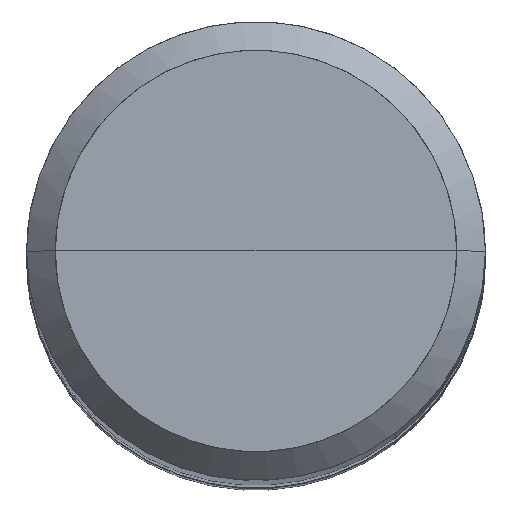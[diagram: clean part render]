
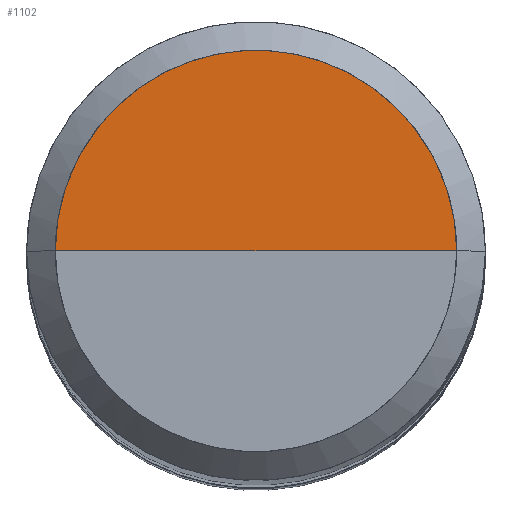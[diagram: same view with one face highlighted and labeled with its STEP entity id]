
A CAD part, top view. The second image highlights one B-rep face of the part: STEP entity #1102.
In plain terms, the highlighted free-form (B-spline) face has degree [1, 2] with [2, 5] control points.
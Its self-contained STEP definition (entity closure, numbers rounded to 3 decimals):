
#773=CARTESIAN_POINT('',(3.5,0.0,47.9));
#774=CARTESIAN_POINT('',(3.5,3.5,47.9));
#775=CARTESIAN_POINT('',(0.0,3.5,47.9));
#776=CARTESIAN_POINT('',(-3.5,3.5,47.9));
#777=CARTESIAN_POINT('',(-3.5,0.0,47.9));
#778=CARTESIAN_POINT('',(0.0,0.0,47.9));
#1087=(
BOUNDED_SURFACE()
B_SPLINE_SURFACE(1,2,(
(#773,#774,#775,#776,#777),
(#778,#778,#778,#778,#778)
), .UNSPECIFIED.,.F.,.F.,.F.)
B_SPLINE_SURFACE_WITH_KNOTS((2,2),(3,2,3),(
0.0,1.0),(
0.0,0.5,1.0), .UNSPECIFIED.)
GEOMETRIC_REPRESENTATION_ITEM()
RATIONAL_B_SPLINE_SURFACE(((1.0,0.707,1.0,0.707,1.0),
(1.0,0.707,1.0,0.707,1.0)
))
REPRESENTATION_ITEM('')
SURFACE()
);
#1088=(
BOUNDED_CURVE()
B_SPLINE_CURVE(2,(#777,#776,#775,#774,#773),.UNSPECIFIED.,.F.,.F.)
B_SPLINE_CURVE_WITH_KNOTS((3,2,3),
(0.0,0.5,1.0),.UNSPECIFIED.)
CURVE()
GEOMETRIC_REPRESENTATION_ITEM()
RATIONAL_B_SPLINE_CURVE((1.0,0.707,1.0,0.707,1.0))
REPRESENTATION_ITEM('')
);
#1089=(
BOUNDED_CURVE()
B_SPLINE_CURVE(1,(#773,#778),.UNSPECIFIED.,.F.,.F.)
B_SPLINE_CURVE_WITH_KNOTS((2,2),
(0.0,1.0),.UNSPECIFIED.)
CURVE()
GEOMETRIC_REPRESENTATION_ITEM()
RATIONAL_B_SPLINE_CURVE((1.0,1.0))
REPRESENTATION_ITEM('')
);
#1090=(
BOUNDED_CURVE()
B_SPLINE_CURVE(1,(#778,#777),.UNSPECIFIED.,.F.,.F.)
B_SPLINE_CURVE_WITH_KNOTS((2,2),
(0.0,1.0),.UNSPECIFIED.)
CURVE()
GEOMETRIC_REPRESENTATION_ITEM()
RATIONAL_B_SPLINE_CURVE((1.0,1.0))
REPRESENTATION_ITEM('')
);
#1091=VERTEX_POINT('',#773);
#1092=VERTEX_POINT('',#777);
#1093=VERTEX_POINT('',#778);
#1094=EDGE_CURVE('',#1092,#1091,#1088,.T.);
#1095=EDGE_CURVE('',#1091,#1093,#1089,.T.);
#1096=EDGE_CURVE('',#1093,#1092,#1090,.T.);
#1097=ORIENTED_EDGE('',*,*,#1094,.T.);
#1098=ORIENTED_EDGE('',*,*,#1095,.T.);
#1099=ORIENTED_EDGE('',*,*,#1096,.T.);
#1100=EDGE_LOOP('',(#1097,#1098,#1099));
#1101=FACE_OUTER_BOUND('',#1100,.T.);
#1102=ADVANCED_FACE('',(#1101),#1087,.T.);
